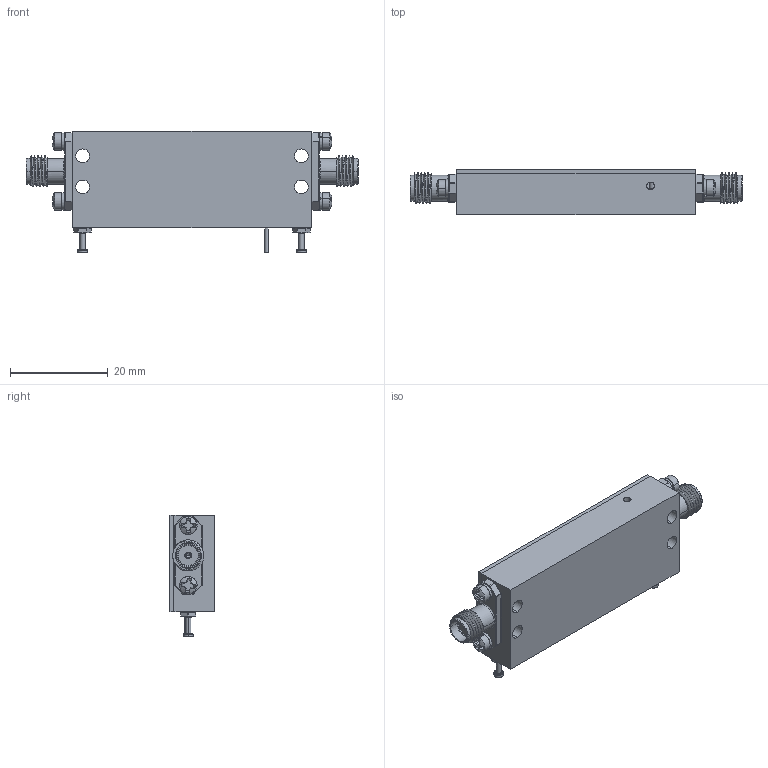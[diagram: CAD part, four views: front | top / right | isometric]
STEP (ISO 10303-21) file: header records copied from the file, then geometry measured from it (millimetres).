
FILE_DESCRIPTION (( 'STEP AP214' ), '1' );
FILE_NAME ('PEC-85-725M1275M-17LM-12-SFF.STEP', '2025-07-15T13:08:18', ( '' ), ( '' ), 'SwSTEP 2.0', 'SolidWorks 2024', '' );
FILE_SCHEMA (( 'AUTOMOTIVE_DESIGN' ));
Length unit declared in the file: millimetre
Products named in the file (1): PEC-85-725M1275M-17LM-12-SFF
Bounding box: 67.82 x 9.25 x 24.92 mm (x, y, z)
Volume: 9345.9 mm3; surface area: 9140.8 mm2
Topology: 40 solids, 40 shells, 1459 faces, 4473 edges, 3187 vertices
Faces by surface type: plane 651, cylinder 338, cone 214, torus 122, sphere 102, bspline 32
Entity records: 67655 total; most frequent: CARTESIAN_POINT 16925, ORIENTED_EDGE 8746, DIRECTION 7712, EDGE_CURVE 4373, VERTEX_POINT 3187, AXIS2_PLACEMENT_3D 2814, VECTOR 2084, LINE 2084
